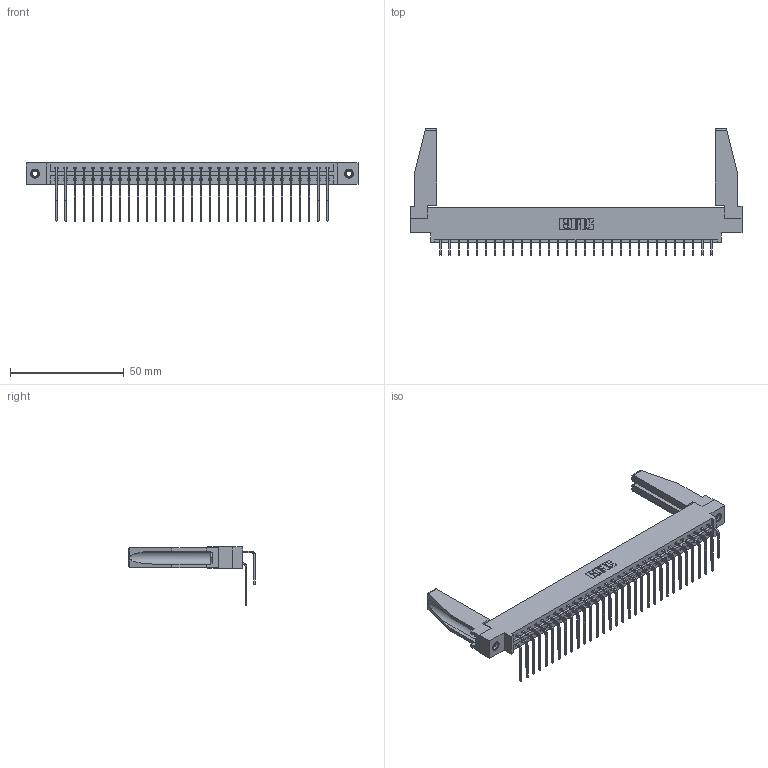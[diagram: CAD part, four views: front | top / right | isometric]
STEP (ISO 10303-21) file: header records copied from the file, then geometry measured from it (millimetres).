
FILE_DESCRIPTION (( 'STEP AP203' ), '1' );
FILE_NAME ('337-062-559-878.STEP', '2019-10-11T23:14:39', ( '' ), ( '' ), 'SwSTEP 2.0', 'SolidWorks 2016', '' );
FILE_SCHEMA (( 'CONFIG_CONTROL_DESIGN' ));
Length unit declared in the file: inch
Products named in the file (6): 337 Part_0.170 Offset - 0.156 Dia-TI; 307-220-078; 337-062-559-878; 345-292-001_558 559 Tail - 1; 345-250-001_345-250-001-102; 345-292-001_559 Tail - 2
Assembly tree (67 placements, depth 2):
  337-062-559-878
    337 Part_0.170 Offset - 0.156 Dia-TI
    345-292-001_558 559 Tail - 1  x31
    345-292-001_559 Tail - 2  x31
    345-250-001_345-250-001-102  x2
    307-220-078  x2
Bounding box: 145.85 x 55.69 x 25.53 mm (x, y, z)
Volume: 19457.6 mm3; surface area: 23109.7 mm2
Topology: 67 solids, 67 shells, 3720 faces, 11007 edges, 7246 vertices
Faces by surface type: plane 2638, cylinder 1066, cone 12, torus 4
Entity records: 29814 total; most frequent: CARTESIAN_POINT 5079, ORIENTED_EDGE 4920, DIRECTION 4328, EDGE_CURVE 2460, LINE 2254, VECTOR 2254, VERTEX_POINT 1632, AXIS2_PLACEMENT_3D 1037
